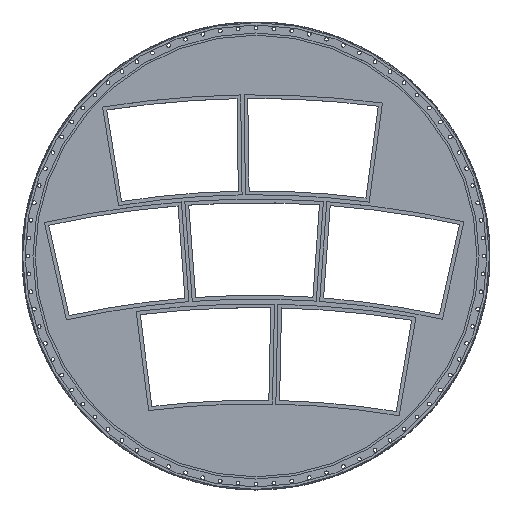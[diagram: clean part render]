
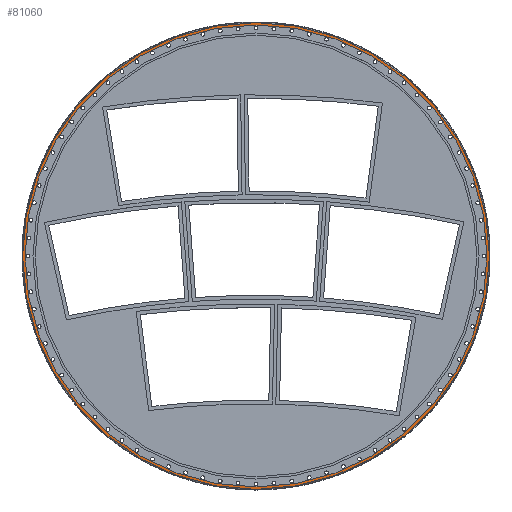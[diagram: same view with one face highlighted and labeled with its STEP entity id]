
A CAD part, top view. The second image highlights one B-rep face of the part: STEP entity #81060.
In plain terms, the highlighted planar face has unit normal (0, 0, 1).
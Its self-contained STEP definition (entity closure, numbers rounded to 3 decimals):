
#80998=CARTESIAN_POINT('',(380.0,0.,24.0));
#80999=VERTEX_POINT('',#80998);
#81000=CARTESIAN_POINT('',(0.0,0.0,24.0));
#81001=DIRECTION('',(0.0,0.0,-1.0));
#81002=DIRECTION('',(-1.0,0.0,0.0));
#81003=AXIS2_PLACEMENT_3D('',#81000,#81001,#81002);
#81004=CIRCLE('',#81003,380.0);
#81005=EDGE_CURVE('',#80999,#80999,#81004,.T.);
#81026=CARTESIAN_POINT('',(384.,0.,24.0));
#81027=VERTEX_POINT('',#81026);
#81028=CARTESIAN_POINT('',(0.0,0.0,24.0));
#81029=DIRECTION('',(0.0,0.0,-1.0));
#81030=DIRECTION('',(-1.0,0.0,0.0));
#81031=AXIS2_PLACEMENT_3D('',#81028,#81029,#81030);
#81032=CIRCLE('',#81031,384.);
#81033=EDGE_CURVE('',#81027,#81027,#81032,.T.);
#81049=CARTESIAN_POINT('',(0.0,0.0,24.0));
#81050=DIRECTION('',(0.0,0.0,-1.0));
#81051=DIRECTION('',(-1.0,0.0,0.0));
#81052=AXIS2_PLACEMENT_3D('',#81049,#81050,#81051);
#81053=PLANE('',#81052);
#81054=ORIENTED_EDGE('',*,*,#81033,.F.);
#81055=EDGE_LOOP('',(#81054));
#81056=FACE_OUTER_BOUND('',#81055,.T.);
#81057=ORIENTED_EDGE('',*,*,#81005,.T.);
#81058=EDGE_LOOP('',(#81057));
#81059=FACE_BOUND('',#81058,.T.);
#81060=ADVANCED_FACE('',(#81056,#81059),#81053,.F.);
